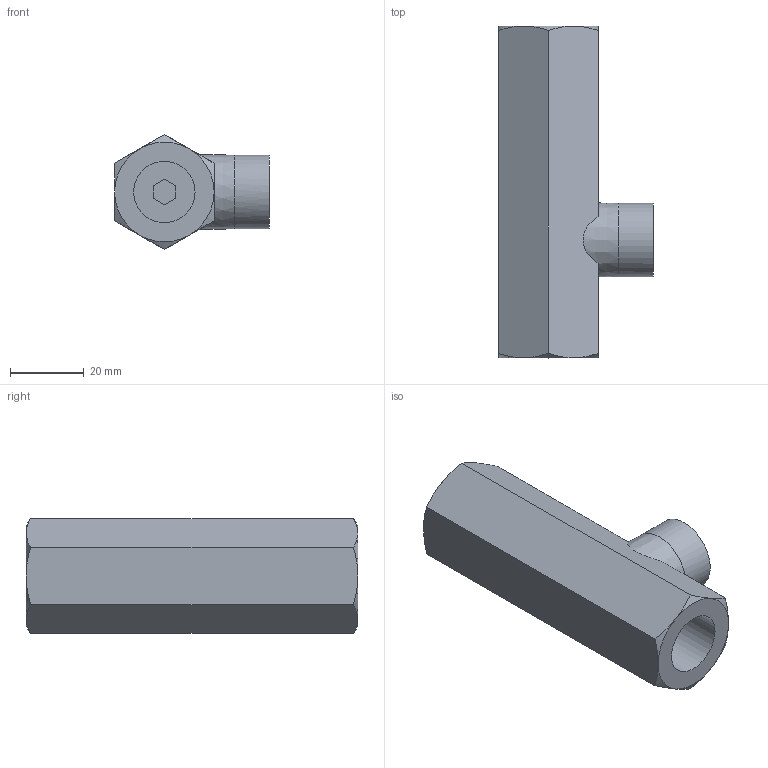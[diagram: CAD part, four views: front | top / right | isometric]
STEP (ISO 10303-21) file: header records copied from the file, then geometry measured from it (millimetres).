
FILE_DESCRIPTION( ( 'STEP AP214' ), '1' );
FILE_NAME( 'HAWE_RH_2.stp', '2019-09-13T11:59:42', ( '' ), ( '' ), ' ', 'PARTsolutions', ' ' );
FILE_SCHEMA( ( 'AUTOMOTIVE_DESIGN { 1 0 10303 214 1 1 1 1 }' ) );
Length unit declared in the file: millimetre
Products named in the file (1): _HAWE RH 2
Bounding box: 42 x 90 x 31.18 mm (x, y, z)
Volume: 52888.2 mm3; surface area: 13398.3 mm2
Topology: 1 solids, 1 shells, 59 faces, 115 edges, 73 vertices
Faces by surface type: plane 31, cylinder 15, cone 13
Full cylindrical faces by diameter (mm): 0.8 x1, 2 x1, 3 x8, 6 x1, 13.16 x1, 16.66 x2, 20 x1
Entity records: 1992 total; most frequent: CARTESIAN_POINT 378, DIRECTION 238, ORIENTED_EDGE 192, AXIS2_PLACEMENT_3D 106, EDGE_CURVE 96, EDGE_LOOP 90, FACE_OUTER_BOUND 74, VERTEX_POINT 70
